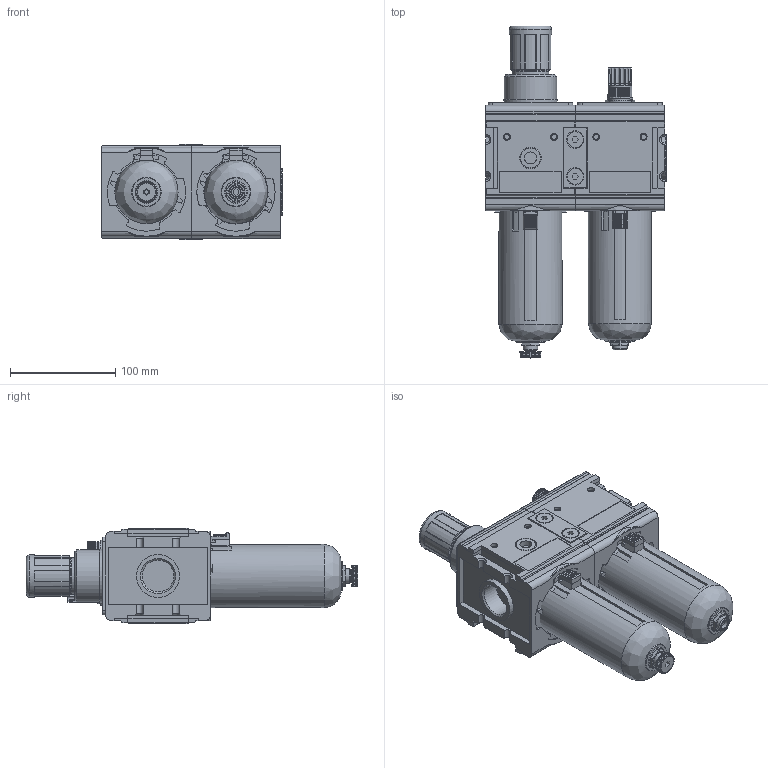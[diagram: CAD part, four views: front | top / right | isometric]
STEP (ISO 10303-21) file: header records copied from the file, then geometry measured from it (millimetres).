
FILE_DESCRIPTION( ( 'STEP AP203' ), ' ' );
FILE_NAME( '9.2845.010.stp', '2017-04-10T15:25:54', ( '' ), ( '' ), ' ', 'PARTsolutions', ' ' );
FILE_SCHEMA( ( 'CONFIG_CONTROL_DESIGN' ) );
Length unit declared in the file: millimetre
Products named in the file (10): 9.2845.010; _9.2145.010_part1; _90004.0210_p1; _90004.0210(0.50)_p4; _90004.0213_p3; _90004.0213_p1; _90004.0213(00)_p4; _L.45 B-2_p1; _KP 55-1; _9.9945.001_p2
Assembly tree (11 placements, depth 2):
  9.2845.010
    _9.2145.010_part1
    _90004.0210_p1
    _90004.0210(0.50)_p4
    _90004.0213_p3  x2
    _90004.0213_p1
    _90004.0213(00)_p4
    _L.45 B-2_p1
    _KP 55-1
    _9.9945.001_p2  x2
Bounding box: 171.5 x 315.45 x 90.4 mm (x, y, z)
Volume: 2240331.6 mm3; surface area: 244774.7 mm2
Topology: 11 solids, 11 shells, 1293 faces, 3375 edges, 2200 vertices
Faces by surface type: plane 744, cylinder 392, torus 85, cone 55, sphere 15, bspline 2
Full cylindrical faces by diameter (mm): 4 x1, 4.917 x8, 6.3 x1, 6.5 x8, 8 x5, 8.566 x1, 10 x1, 11.445 x2, 14 x4, 15.24 x4, 16.5 x4, 19 x1, 19.844 x2, 20 x1, 20.5 x2, 22 x1, 24.5 x1, 27 x2, 30.291 x4, 35.5 x1, 36.2 x2, 40 x1, 41 x4, 45 x2, 50 x1, 50.65 x1, 51 x1, 55.6 x4, 59.8 x2, 60 x2
Entity records: 35923 total; most frequent: CARTESIAN_POINT 7461, DIRECTION 5974, ORIENTED_EDGE 5674, EDGE_CURVE 2837, AXIS2_PLACEMENT_3D 2167, VERTEX_POINT 1928, LINE 1640, VECTOR 1640
